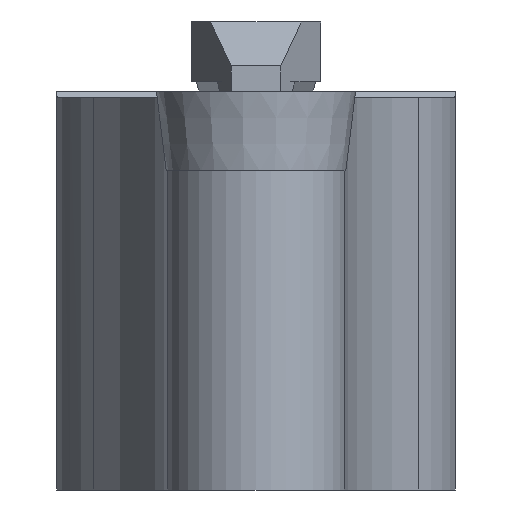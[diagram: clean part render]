
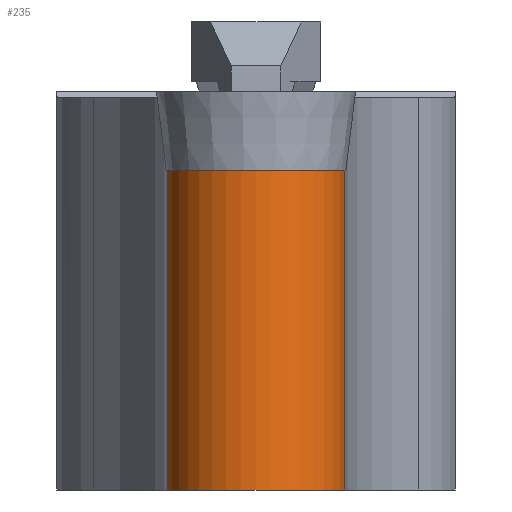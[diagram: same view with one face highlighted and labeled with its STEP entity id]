
A CAD part, left-side view. The second image highlights one B-rep face of the part: STEP entity #235.
In plain terms, the highlighted cylindrical face has radius 4.463 mm (diameter 8.925 mm), a partial arc.
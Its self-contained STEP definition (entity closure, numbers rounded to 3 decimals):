
#28=CYLINDRICAL_SURFACE('',#634,4.463);
#66=LINE('',#920,#120);
#70=LINE('',#930,#124);
#120=VECTOR('',#744,1.);
#124=VECTOR('',#752,1.);
#204=FACE_OUTER_BOUND('',#274,.T.);
#235=ADVANCED_FACE('',(#204),#28,.T.);
#274=EDGE_LOOP('',(#369,#370,#371,#372));
#369=ORIENTED_EDGE('',*,*,#548,.F.);
#370=ORIENTED_EDGE('',*,*,#549,.T.);
#371=ORIENTED_EDGE('',*,*,#550,.F.);
#372=ORIENTED_EDGE('',*,*,#544,.F.);
#478=VERTEX_POINT('',#919);
#479=VERTEX_POINT('',#921);
#482=VERTEX_POINT('',#929);
#483=VERTEX_POINT('',#931);
#544=EDGE_CURVE('',#478,#479,#66,.T.);
#548=EDGE_CURVE('',#482,#478,#592,.T.);
#549=EDGE_CURVE('',#482,#483,#70,.T.);
#550=EDGE_CURVE('',#479,#483,#593,.T.);
#592=CIRCLE('',#632,4.463);
#593=CIRCLE('',#633,4.463);
#632=AXIS2_PLACEMENT_3D('',#928,#750,#751);
#633=AXIS2_PLACEMENT_3D('',#932,#753,#754);
#634=AXIS2_PLACEMENT_3D('',#933,#755,#756);
#744=DIRECTION('',(0.,0.,-1.));
#750=DIRECTION('',(0.,0.,1.));
#751=DIRECTION('',(1.,0.,0.));
#752=DIRECTION('',(0.,0.,-1.));
#753=DIRECTION('',(0.,0.,-1.));
#754=DIRECTION('',(1.,0.,0.));
#755=DIRECTION('',(0.,0.,1.));
#756=DIRECTION('',(1.,0.,0.));
#919=CARTESIAN_POINT('',(5.,-4.463,-3.97));
#920=CARTESIAN_POINT('',(5.,-4.463,-35.));
#921=CARTESIAN_POINT('',(5.,-4.463,-20.));
#928=CARTESIAN_POINT('',(5.,0.,-3.97));
#929=CARTESIAN_POINT('',(5.,4.463,-3.97));
#930=CARTESIAN_POINT('',(5.,4.463,-35.));
#931=CARTESIAN_POINT('',(5.,4.463,-20.));
#932=CARTESIAN_POINT('',(5.,0.,-20.));
#933=CARTESIAN_POINT('',(5.,0.,-35.));
